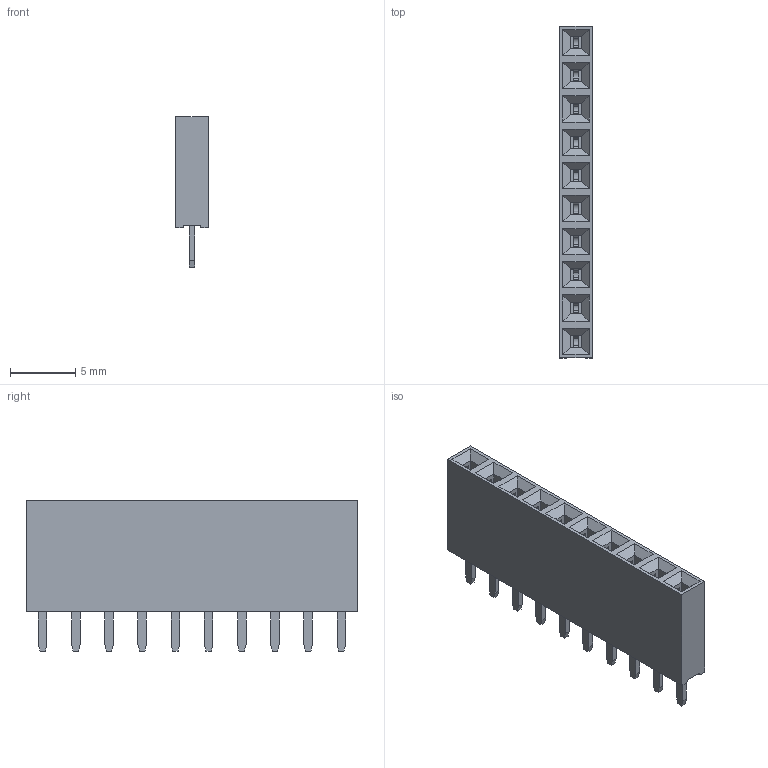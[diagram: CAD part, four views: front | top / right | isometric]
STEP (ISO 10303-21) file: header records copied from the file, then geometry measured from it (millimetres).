
FILE_DESCRIPTION(('FreeCAD Model'),'2;1');
FILE_NAME('Open CASCADE Shape Model','2023-05-02T16:28:28',( 'kicad StepUp'),('ksu MCAD'),'Open CASCADE STEP processor 7.6', 'FreeCAD','Unknown');
FILE_SCHEMA(('AUTOMOTIVE_DESIGN { 1 0 10303 214 1 1 1 1 }'));
Length unit declared in the file: millimetre
Products named in the file (12): Female_Header_1x10_P2.54_H8.5_straight; Pin_One002; Epoxy_Body002; Body020; Body021; Body022; Body023; Body024; Body034; Body035; Body036; Body037
Assembly tree (11 placements, depth 2):
  Female_Header_1x10_P2.54_H8.5_straight
    Pin_One002
    Epoxy_Body002
    Body020
    Body021
    Body022
    Body023
    Body024
    Body034
    Body035
    Body036
    Body037
Bounding box: 2.5 x 25.4 x 11.5 mm (x, y, z)
Volume: 467.1 mm3; surface area: 1382 mm2
Topology: 11 solids, 11 shells, 412 faces, 1150 edges, 760 vertices
Faces by surface type: plane 300, cylinder 72, bspline 40
Entity records: 13379 total; most frequent: CARTESIAN_POINT 2494, ORIENTED_EDGE 2300, DIRECTION 2042, EDGE_CURVE 1150, LINE 946, VECTOR 946, VERTEX_POINT 760, AXIS2_PLACEMENT_3D 548
